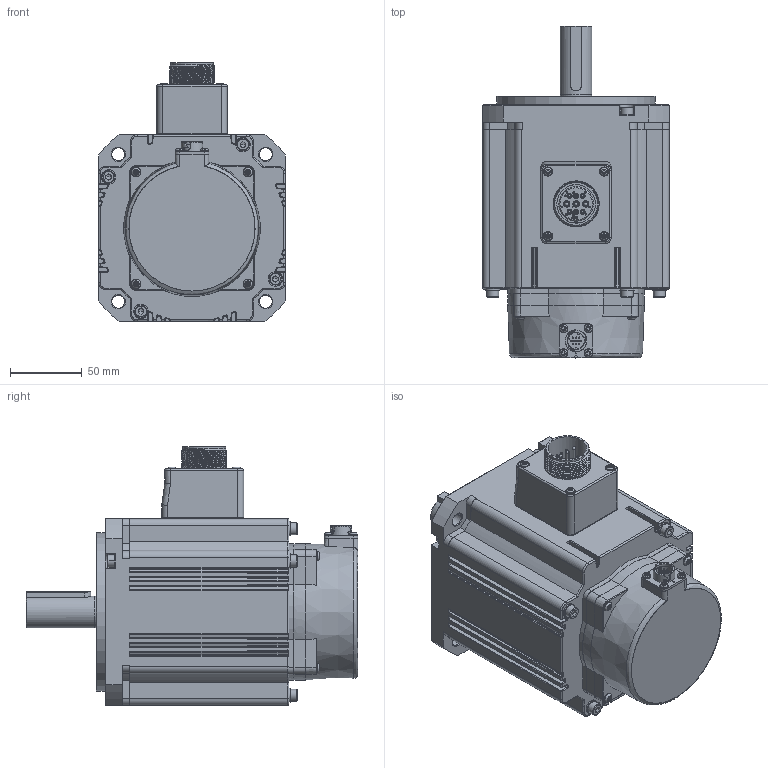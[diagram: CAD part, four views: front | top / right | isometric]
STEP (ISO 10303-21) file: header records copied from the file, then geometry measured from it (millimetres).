
FILE_DESCRIPTION( ('This file contains a STEP AP42 implementation' ,'as created by ZW3D STEP Interface translator.') ,'2;1' );
FILE_NAME( 'X6MH100A-B2LD.stp' ,'22 520. 94947', (''), ('ZWCAD Software Co.'), 'Version 1.0', 'ZW3D to STEP translator', '' );
FILE_SCHEMA(('AUTOMOTIVE_DESIGN { 1 0 10303 214 1 1 1 1 }'));
Length unit declared in the file: millimetre
Products named in the file (1): 0
Bounding box: 130 x 231 x 180.1 mm (x, y, z)
Volume: 2420680.8 mm3; surface area: 153142.4 mm2
Topology: 1 solids, 1 shells, 2629 faces, 7375 edges, 4637 vertices
Faces by surface type: bspline 1167, plane 989, cylinder 355, cone 93, sphere 25
Full cylindrical faces by diameter (mm): 0.8 x4, 1 x10, 5 x19, 5.5 x8, 6 x28, 6.5 x4, 8.5 x4, 10 x8, 11.8 x1, 15.2 x1, 21.8 x1, 22 x1, 24 x1, 26.85 x1, 28.6 x1, 29.8 x1, 31.712 x8, 32.1 x1, 35 x1, 35.9 x1, 98 x1, 110 x1
Entity records: 120408 total; most frequent: CARTESIAN_POINT 57782, ORIENTED_EDGE 14660, DIRECTION 9762, EDGE_CURVE 7330, VERTEX_POINT 4647, VECTOR 3422, LINE 3422, AXIS2_PLACEMENT_3D 3170
